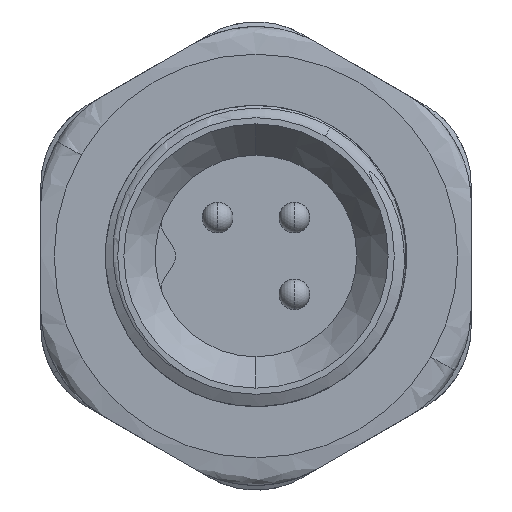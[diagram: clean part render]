
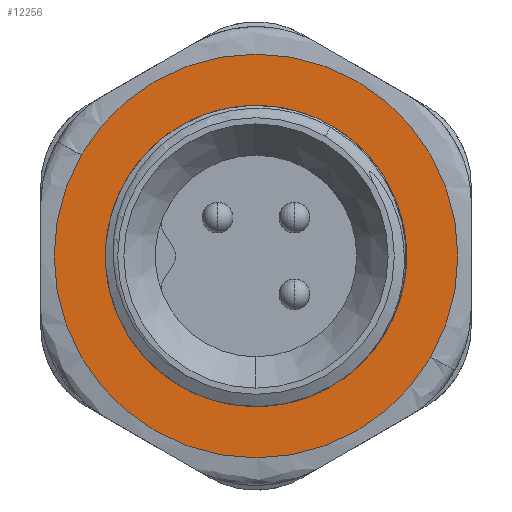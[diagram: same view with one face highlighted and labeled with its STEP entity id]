
A CAD part, left-side view. The second image highlights one B-rep face of the part: STEP entity #12256.
In plain terms, the highlighted planar face has unit normal (-1, 0, 0).
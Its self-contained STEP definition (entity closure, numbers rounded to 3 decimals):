
#295 = VERTEX_POINT ( 'NONE', #12362 ) ;
#449 = EDGE_CURVE ( 'NONE', #13346, #6804, #881, .T. ) ;
#469 = AXIS2_PLACEMENT_3D ( 'NONE', #13210, #11908, #1611 ) ;
#555 = CIRCLE ( 'NONE', #9201, 3.285 ) ;
#630 = ORIENTED_EDGE ( 'NONE', *, *, #449, .F. ) ;
#881 = CIRCLE ( 'NONE', #6056, 2.3 ) ;
#1093 = EDGE_CURVE ( 'NONE', #5778, #295, #6928, .T. ) ;
#1611 = DIRECTION ( 'NONE',  ( 0., 0., -1. ) ) ;
#1762 = ORIENTED_EDGE ( 'NONE', *, *, #4972, .F. ) ;
#2189 = CARTESIAN_POINT ( 'NONE',  ( 4.24, 3.285, 0. ) ) ;
#3257 = CARTESIAN_POINT ( 'NONE',  ( 4.24, 0., 2.3 ) ) ;
#3324 = ORIENTED_EDGE ( 'NONE', *, *, #1093, .T. ) ;
#4020 = DIRECTION ( 'NONE',  ( -1., 0., 0. ) ) ;
#4778 = PLANE ( 'NONE',  #469 ) ;
#4922 = CARTESIAN_POINT ( 'NONE',  ( 4.24, 0., -2.3 ) ) ;
#4972 = EDGE_CURVE ( 'NONE', #6804, #13346, #10064, .T. ) ;
#5289 = CARTESIAN_POINT ( 'NONE',  ( 4.24, 0., 0. ) ) ;
#5641 = EDGE_CURVE ( 'NONE', #295, #5778, #555, .T. ) ;
#5778 = VERTEX_POINT ( 'NONE', #2189 ) ;
#6056 = AXIS2_PLACEMENT_3D ( 'NONE', #5289, #11616, #8485 ) ;
#6154 = AXIS2_PLACEMENT_3D ( 'NONE', #10273, #7227, #11378 ) ;
#6804 = VERTEX_POINT ( 'NONE', #4922 ) ;
#6928 = CIRCLE ( 'NONE', #9092, 3.285 ) ;
#7227 = DIRECTION ( 'NONE',  ( -1., 0., 0. ) ) ;
#8161 = CARTESIAN_POINT ( 'NONE',  ( 4.24, 0., 0. ) ) ;
#8464 = CARTESIAN_POINT ( 'NONE',  ( 4.24, 0., 0. ) ) ;
#8485 = DIRECTION ( 'NONE',  ( 0., 0., -1. ) ) ;
#9092 = AXIS2_PLACEMENT_3D ( 'NONE', #8464, #9679, #12615 ) ;
#9185 = DIRECTION ( 'NONE',  ( 0., 0., 1. ) ) ;
#9201 = AXIS2_PLACEMENT_3D ( 'NONE', #8161, #4020, #9185 ) ;
#9679 = DIRECTION ( 'NONE',  ( -1., 0., 0. ) ) ;
#9682 = EDGE_LOOP ( 'NONE', ( #1762, #630 ) ) ;
#9814 = EDGE_LOOP ( 'NONE', ( #3324, #10073 ) ) ;
#10064 = CIRCLE ( 'NONE', #6154, 2.3 ) ;
#10073 = ORIENTED_EDGE ( 'NONE', *, *, #5641, .T. ) ;
#10273 = CARTESIAN_POINT ( 'NONE',  ( 4.24, 0., 0. ) ) ;
#11101 = FACE_OUTER_BOUND ( 'NONE', #9814, .T. ) ;
#11378 = DIRECTION ( 'NONE',  ( 0., 0., -1. ) ) ;
#11616 = DIRECTION ( 'NONE',  ( -1., 0., 0. ) ) ;
#11908 = DIRECTION ( 'NONE',  ( 1., 0., 0. ) ) ;
#12119 = FACE_BOUND ( 'NONE', #9682, .T. ) ;
#12256 = ADVANCED_FACE ( 'NONE', ( #12119, #11101 ), #4778, .F. ) ;
#12362 = CARTESIAN_POINT ( 'NONE',  ( 4.24, -3.285, 0. ) ) ;
#12615 = DIRECTION ( 'NONE',  ( 0., 0., 1. ) ) ;
#13210 = CARTESIAN_POINT ( 'NONE',  ( 4.24, 0., 0. ) ) ;
#13346 = VERTEX_POINT ( 'NONE', #3257 ) ;
